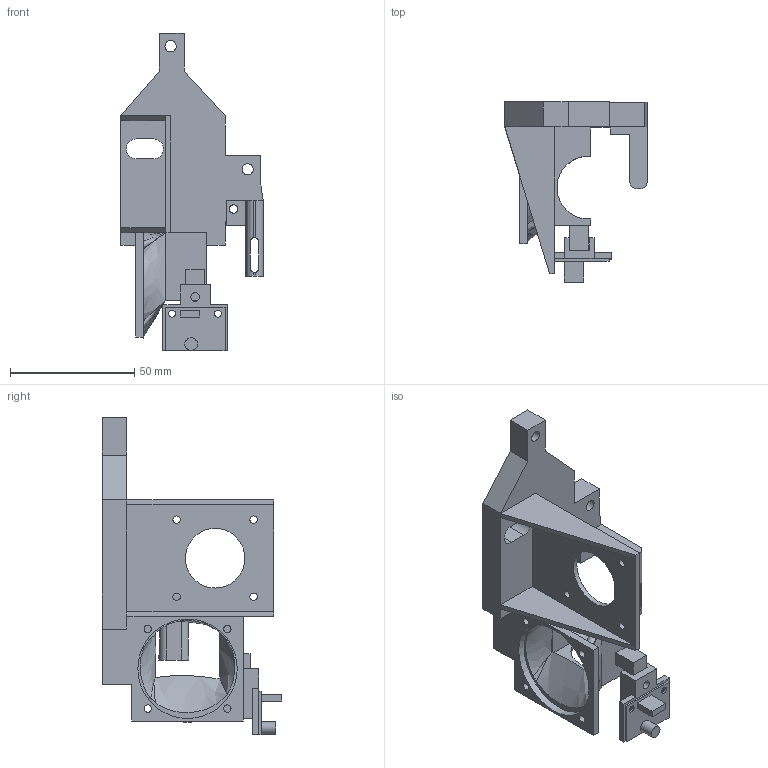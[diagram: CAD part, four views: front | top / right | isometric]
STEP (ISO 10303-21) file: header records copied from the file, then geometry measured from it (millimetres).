
FILE_DESCRIPTION(/* description */ (''),/* implementation_level */ '2;1');
FILE_NAME(/* name */ 'Assembly v31.step',/* time_stamp */ '2019-02-27T01:10:09-06:00',/* author */ ('***REMOVED***'),/* organization */ (''),/* preprocessor_version */ 'ST-DEVELOPER v17.2',/* originating_system */ 'Autodesk Translation Framework v7.6.0.251',/* authorisation */ '');
FILE_SCHEMA (('AUTOMOTIVE_DESIGN { 1 0 10303 214 3 1 1 }'));
Length unit declared in the file: millimetre
Products named in the file (5): Assembly; Bracket; Sensor Board Module; Module; sensor board
Assembly tree (4 placements, depth 4):
  Assembly
    Bracket
    Sensor Board Module
      Module
        sensor board
Bounding box: 57.27 x 72.4 x 127.8 mm (x, y, z)
Volume: 62852.8 mm3; surface area: 30350.9 mm2
Topology: 4 solids, 4 shells, 186 faces, 511 edges, 331 vertices
Faces by surface type: plane 139, cylinder 34, bspline 13
Full cylindrical faces by diameter (mm): 2.8 x4, 3 x8, 3.4 x2, 3.5 x1, 4.5 x2, 5.065 x2, 24 x1, 40 x1
Entity records: 6673 total; most frequent: CARTESIAN_POINT 1768, ORIENTED_EDGE 1022, DIRECTION 931, EDGE_CURVE 511, LINE 391, VECTOR 391, VERTEX_POINT 331, AXIS2_PLACEMENT_3D 270
